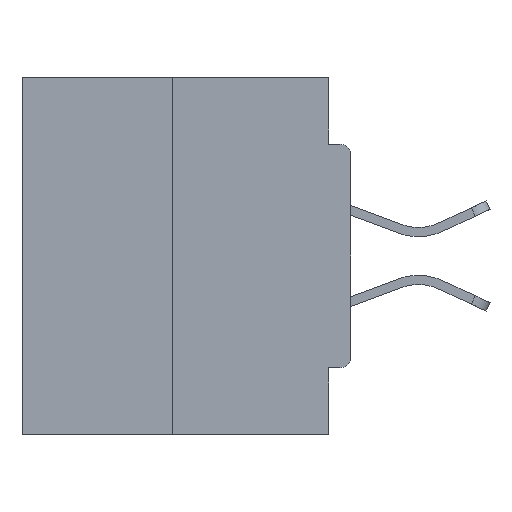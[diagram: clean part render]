
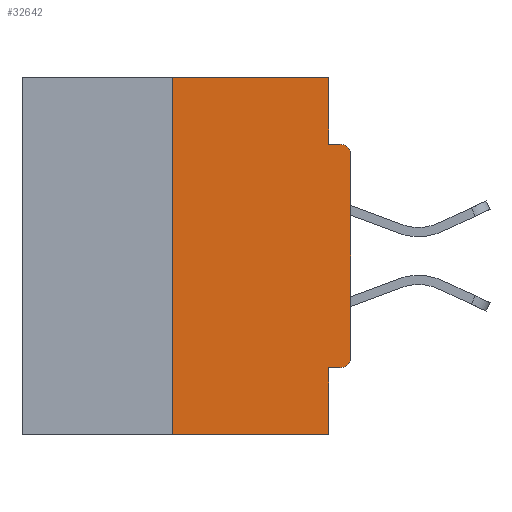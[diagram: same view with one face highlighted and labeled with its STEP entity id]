
A CAD part, left-side view. The second image highlights one B-rep face of the part: STEP entity #32642.
In plain terms, the highlighted planar face has unit normal (-1, 0, 0).
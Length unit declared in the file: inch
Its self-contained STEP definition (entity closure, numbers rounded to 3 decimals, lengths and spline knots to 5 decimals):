
#299 = DIRECTION ( 'NONE',  ( 0., 0., 1. ) ) ;
#1248 = CARTESIAN_POINT ( 'NONE',  ( 0., 0.031, -0.5 ) ) ;
#2381 = EDGE_CURVE ( 'NONE', #16253, #24131, #7677, .T. ) ;
#2629 = DIRECTION ( 'NONE',  ( 0., 0., 1. ) ) ;
#3249 = VERTEX_POINT ( 'NONE', #7636 ) ;
#3292 = VECTOR ( 'NONE', #2629, 39.37008 ) ;
#3701 = DIRECTION ( 'NONE',  ( 0., 1., 0. ) ) ;
#4401 = ORIENTED_EDGE ( 'NONE', *, *, #30459, .F. ) ;
#4518 = LINE ( 'NONE', #22560, #14098 ) ;
#5613 = CARTESIAN_POINT ( 'NONE',  ( 0., 0., 0. ) ) ;
#6104 = VECTOR ( 'NONE', #18645, 39.37008 ) ;
#6394 = PLANE ( 'NONE',  #32255 ) ;
#7098 = CARTESIAN_POINT ( 'NONE',  ( 0., 0.015, -0.1085 ) ) ;
#7636 = CARTESIAN_POINT ( 'NONE',  ( 0., 0.25, -0.5 ) ) ;
#7677 = LINE ( 'NONE', #11100, #22644 ) ;
#7681 = EDGE_CURVE ( 'NONE', #23801, #26550, #12354, .T. ) ;
#8422 = LINE ( 'NONE', #29825, #25049 ) ;
#8585 = EDGE_CURVE ( 'NONE', #16892, #10197, #32916, .T. ) ;
#8615 = LINE ( 'NONE', #5613, #3292 ) ;
#9068 = FACE_OUTER_BOUND ( 'NONE', #13873, .T. ) ;
#9168 = CARTESIAN_POINT ( 'NONE',  ( 0., 0.46, 0. ) ) ;
#9464 = CARTESIAN_POINT ( 'NONE',  ( 0., 0., -0.0935 ) ) ;
#9769 = DIRECTION ( 'NONE',  ( 0., 0., -1. ) ) ;
#10197 = VERTEX_POINT ( 'NONE', #32289 ) ;
#11024 = CARTESIAN_POINT ( 'NONE',  ( 0., 0.25, 0. ) ) ;
#11100 = CARTESIAN_POINT ( 'NONE',  ( 0., 0.031, -0.5 ) ) ;
#12003 = CARTESIAN_POINT ( 'NONE',  ( 0., 0.015, -0.3915 ) ) ;
#12354 = CIRCLE ( 'NONE', #24702, 0.015 ) ;
#12877 = ORIENTED_EDGE ( 'NONE', *, *, #22293, .F. ) ;
#13813 = DIRECTION ( 'NONE',  ( 0., 0., -1. ) ) ;
#13873 = EDGE_LOOP ( 'NONE', ( #26580, #4401, #27936, #25927, #16554, #17569, #20426, #28849, #12877, #21866 ) ) ;
#14098 = VECTOR ( 'NONE', #17707, 39.37008 ) ;
#14174 = LINE ( 'NONE', #32104, #26593 ) ;
#14701 = DIRECTION ( 'NONE',  ( 0., 0., -1. ) ) ;
#16253 = VERTEX_POINT ( 'NONE', #30708 ) ;
#16554 = ORIENTED_EDGE ( 'NONE', *, *, #28435, .F. ) ;
#16722 = EDGE_CURVE ( 'NONE', #3249, #24131, #30231, .T. ) ;
#16730 = VECTOR ( 'NONE', #32605, 39.37008 ) ;
#16892 = VERTEX_POINT ( 'NONE', #33051 ) ;
#17569 = ORIENTED_EDGE ( 'NONE', *, *, #8585, .T. ) ;
#17707 = DIRECTION ( 'NONE',  ( 0., 0., -1. ) ) ;
#17755 = CARTESIAN_POINT ( 'NONE',  ( 0., 0.031, -0.0935 ) ) ;
#18621 = CARTESIAN_POINT ( 'NONE',  ( 0., 0.015, -0.0935 ) ) ;
#18645 = DIRECTION ( 'NONE',  ( 0., -1., 0. ) ) ;
#19107 = CARTESIAN_POINT ( 'NONE',  ( 0., 0.46, -0.5 ) ) ;
#19437 = CARTESIAN_POINT ( 'NONE',  ( 0., 0.46, 0. ) ) ;
#20426 = ORIENTED_EDGE ( 'NONE', *, *, #24581, .T. ) ;
#21866 = ORIENTED_EDGE ( 'NONE', *, *, #24376, .F. ) ;
#22100 = VECTOR ( 'NONE', #33231, 39.37008 ) ;
#22293 = EDGE_CURVE ( 'NONE', #33471, #26550, #25016, .T. ) ;
#22560 = CARTESIAN_POINT ( 'NONE',  ( 0., 0.031, 0. ) ) ;
#22644 = VECTOR ( 'NONE', #13813, 39.37008 ) ;
#22766 = CARTESIAN_POINT ( 'NONE',  ( 0., 0.031, 0. ) ) ;
#23207 = VERTEX_POINT ( 'NONE', #11024 ) ;
#23801 = VERTEX_POINT ( 'NONE', #29003 ) ;
#24131 = VERTEX_POINT ( 'NONE', #1248 ) ;
#24376 = EDGE_CURVE ( 'NONE', #32611, #33471, #4518, .T. ) ;
#24581 = EDGE_CURVE ( 'NONE', #10197, #23801, #8615, .T. ) ;
#24702 = AXIS2_PLACEMENT_3D ( 'NONE', #7098, #25680, #9769 ) ;
#25016 = LINE ( 'NONE', #9464, #22100 ) ;
#25049 = VECTOR ( 'NONE', #3701, 39.37008 ) ;
#25198 = DIRECTION ( 'NONE',  ( 0., 0., -1. ) ) ;
#25680 = DIRECTION ( 'NONE',  ( -1., 0., 0. ) ) ;
#25927 = ORIENTED_EDGE ( 'NONE', *, *, #2381, .F. ) ;
#26550 = VERTEX_POINT ( 'NONE', #18621 ) ;
#26580 = ORIENTED_EDGE ( 'NONE', *, *, #29801, .F. ) ;
#26593 = VECTOR ( 'NONE', #299, 39.37008 ) ;
#27772 = DIRECTION ( 'NONE',  ( 1., 0., 0. ) ) ;
#27936 = ORIENTED_EDGE ( 'NONE', *, *, #16722, .T. ) ;
#28435 = EDGE_CURVE ( 'NONE', #16892, #16253, #8422, .T. ) ;
#28849 = ORIENTED_EDGE ( 'NONE', *, *, #7681, .T. ) ;
#29003 = CARTESIAN_POINT ( 'NONE',  ( 0., 0., -0.1085 ) ) ;
#29686 = AXIS2_PLACEMENT_3D ( 'NONE', #12003, #30617, #14701 ) ;
#29801 = EDGE_CURVE ( 'NONE', #23207, #32611, #34212, .T. ) ;
#29825 = CARTESIAN_POINT ( 'NONE',  ( 0., 0., -0.4065 ) ) ;
#30231 = LINE ( 'NONE', #19107, #6104 ) ;
#30459 = EDGE_CURVE ( 'NONE', #3249, #23207, #14174, .T. ) ;
#30617 = DIRECTION ( 'NONE',  ( -1., 0., 0. ) ) ;
#30708 = CARTESIAN_POINT ( 'NONE',  ( 0., 0.031, -0.4065 ) ) ;
#32104 = CARTESIAN_POINT ( 'NONE',  ( 0., 0.25, 0. ) ) ;
#32255 = AXIS2_PLACEMENT_3D ( 'NONE', #9168, #27772, #25198 ) ;
#32289 = CARTESIAN_POINT ( 'NONE',  ( 0., 0., -0.3915 ) ) ;
#32605 = DIRECTION ( 'NONE',  ( 0., -1., 0. ) ) ;
#32611 = VERTEX_POINT ( 'NONE', #22766 ) ;
#32642 = ADVANCED_FACE ( 'NONE', ( #9068 ), #6394, .F. ) ;
#32916 = CIRCLE ( 'NONE', #29686, 0.015 ) ;
#33051 = CARTESIAN_POINT ( 'NONE',  ( 0., 0.015, -0.4065 ) ) ;
#33231 = DIRECTION ( 'NONE',  ( 0., -1., 0. ) ) ;
#33471 = VERTEX_POINT ( 'NONE', #17755 ) ;
#34212 = LINE ( 'NONE', #19437, #16730 ) ;
